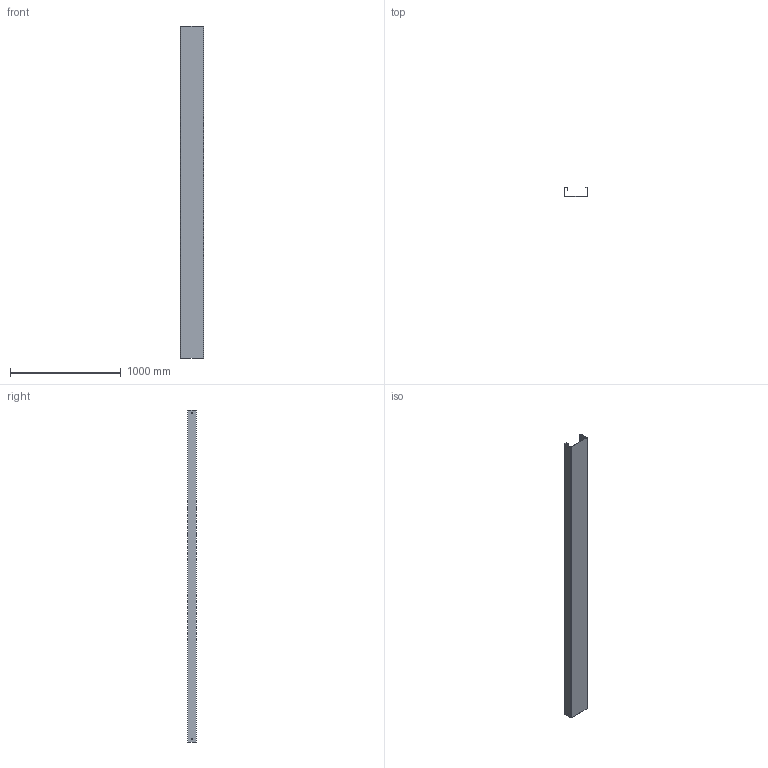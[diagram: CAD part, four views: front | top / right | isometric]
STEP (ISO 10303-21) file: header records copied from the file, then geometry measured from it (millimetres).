
FILE_DESCRIPTION (( 'STEP AP203' ), '1' );
FILE_NAME ('10-02-1627.STEP', '2013-05-06T09:57:00', ( 'asennus' ), ( '' ), 'SwSTEP 2.0', 'SolidWorks 2013', '' );
FILE_SCHEMA (( 'CONFIG_CONTROL_DESIGN' ));
Length unit declared in the file: millimetre
Products named in the file (1): 10-02-1627
Bounding box: 208 x 80 x 3000 mm (x, y, z)
Volume: 1257707.6 mm3; surface area: 2522336.7 mm2
Topology: 1 solids, 1 shells, 66 faces, 152 edges, 88 vertices
Faces by surface type: plane 44, cylinder 22
Entity records: 1913 total; most frequent: DIRECTION 330, CARTESIAN_POINT 307, ORIENTED_EDGE 304, EDGE_CURVE 152, AXIS2_PLACEMENT_3D 111, LINE 108, VECTOR 108, VERTEX_POINT 88
